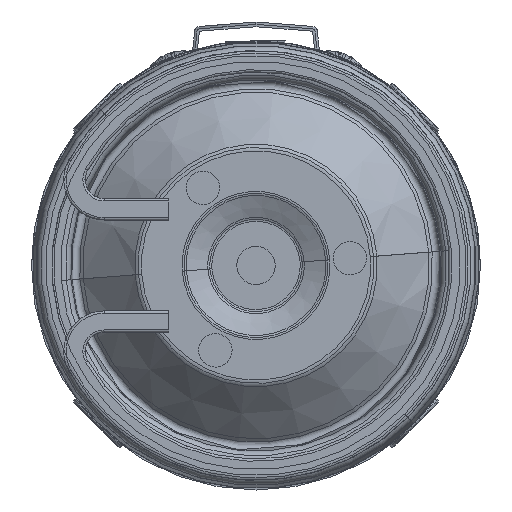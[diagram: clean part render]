
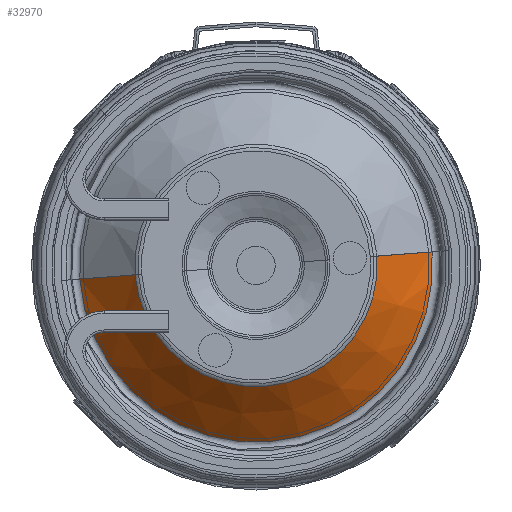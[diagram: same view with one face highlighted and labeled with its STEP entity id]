
A CAD part, front view. The second image highlights one B-rep face of the part: STEP entity #32970.
In plain terms, the highlighted conical face has half-angle 46.546 degrees and reference radius 25.375 mm.
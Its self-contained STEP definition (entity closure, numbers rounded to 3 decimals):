
#1225 = AXIS2_PLACEMENT_3D ( 'NONE', #5928, #18676, #12424 ) ;
#3258 = DIRECTION ( 'NONE',  ( 0., 0., 1. ) ) ;
#4456 = VECTOR ( 'NONE', #12885, 1000. ) ;
#5481 = CARTESIAN_POINT ( 'NONE',  ( 0., 11.526, 36.962 ) ) ;
#5828 = CONICAL_SURFACE ( 'NONE', #35889, 25.376, 0.812 ) ;
#5879 = DIRECTION ( 'NONE',  ( 0., 1., 0. ) ) ;
#5928 = CARTESIAN_POINT ( 'NONE',  ( 0., 11.526, 0. ) ) ;
#6332 = AXIS2_PLACEMENT_3D ( 'NONE', #21785, #5879, #28274 ) ;
#6721 = VERTEX_POINT ( 'NONE', #5481 ) ;
#9521 = DIRECTION ( 'NONE',  ( 0., 1., 0. ) ) ;
#12424 = DIRECTION ( 'NONE',  ( 0., 0., 1. ) ) ;
#12885 = DIRECTION ( 'NONE',  ( 0., 0.688, 0.726 ) ) ;
#13094 = EDGE_CURVE ( 'NONE', #22663, #38746, #26396, .T. ) ;
#13768 = CARTESIAN_POINT ( 'NONE',  ( 0., 11.526, -36.962 ) ) ;
#14418 = EDGE_LOOP ( 'NONE', ( #29871, #40723, #37980, #21610 ) ) ;
#14455 = DIRECTION ( 'NONE',  ( 0., 0.688, -0.726 ) ) ;
#14879 = EDGE_CURVE ( 'NONE', #38746, #6721, #29619, .T. ) ;
#17497 = CARTESIAN_POINT ( 'NONE',  ( 0., 0.548, -25.376 ) ) ;
#18676 = DIRECTION ( 'NONE',  ( 0., 1., 0. ) ) ;
#19308 = CARTESIAN_POINT ( 'NONE',  ( 0., 0.548, 25.376 ) ) ;
#21610 = ORIENTED_EDGE ( 'NONE', *, *, #34705, .F. ) ;
#21785 = CARTESIAN_POINT ( 'NONE',  ( 0., 0.548, 0. ) ) ;
#22663 = VERTEX_POINT ( 'NONE', #17497 ) ;
#26396 = CIRCLE ( 'NONE', #6332, 25.376 ) ;
#27558 = FACE_OUTER_BOUND ( 'NONE', #14418, .T. ) ;
#28274 = DIRECTION ( 'NONE',  ( 0., 0., 1. ) ) ;
#29619 = LINE ( 'NONE', #35271, #4456 ) ;
#29871 = ORIENTED_EDGE ( 'NONE', *, *, #38519, .F. ) ;
#29976 = CIRCLE ( 'NONE', #1225, 36.962 ) ;
#30573 = CARTESIAN_POINT ( 'NONE',  ( 0., 0.548, -25.376 ) ) ;
#30923 = VECTOR ( 'NONE', #14455, 1000. ) ;
#32970 = ADVANCED_FACE ( 'NONE', ( #27558 ), #5828, .T. ) ;
#34003 = VERTEX_POINT ( 'NONE', #13768 ) ;
#34705 = EDGE_CURVE ( 'NONE', #34003, #6721, #29976, .T. ) ;
#35271 = CARTESIAN_POINT ( 'NONE',  ( 0., 0.548, 25.376 ) ) ;
#35889 = AXIS2_PLACEMENT_3D ( 'NONE', #40321, #9521, #3258 ) ;
#37980 = ORIENTED_EDGE ( 'NONE', *, *, #14879, .T. ) ;
#38519 = EDGE_CURVE ( 'NONE', #22663, #34003, #39591, .T. ) ;
#38746 = VERTEX_POINT ( 'NONE', #19308 ) ;
#39591 = LINE ( 'NONE', #30573, #30923 ) ;
#40321 = CARTESIAN_POINT ( 'NONE',  ( 0., 0.548, 0. ) ) ;
#40723 = ORIENTED_EDGE ( 'NONE', *, *, #13094, .T. ) ;
